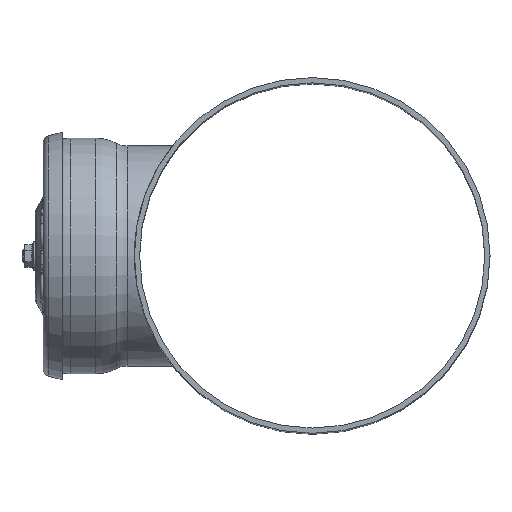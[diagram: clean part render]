
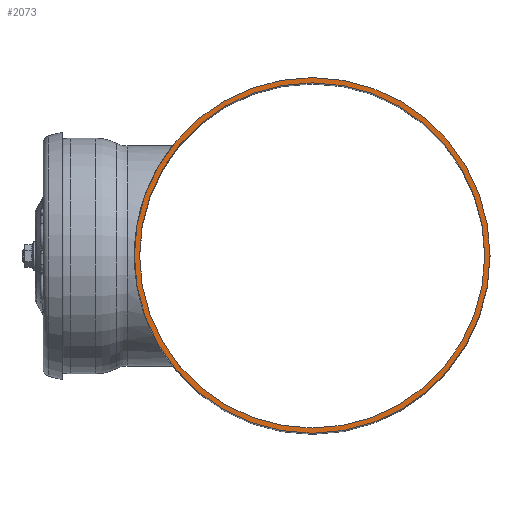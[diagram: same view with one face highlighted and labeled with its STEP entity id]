
A CAD part, top view. The second image highlights one B-rep face of the part: STEP entity #2073.
In plain terms, the highlighted planar face has unit normal (0, 0, 1).
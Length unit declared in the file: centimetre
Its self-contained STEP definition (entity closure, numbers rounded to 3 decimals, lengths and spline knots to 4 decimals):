
#115=FACE_BOUND('',#486,.T.);
#131=PLANE('',#2218);
#169=CIRCLE('',#2212,132.5);
#172=CIRCLE('',#2217,136.5);
#351=FACE_OUTER_BOUND('',#485,.T.);
#485=EDGE_LOOP('',(#1412));
#486=EDGE_LOOP('',(#1413));
#853=VERTEX_POINT('',#3539);
#856=VERTEX_POINT('',#3549);
#1065=EDGE_CURVE('',#853,#853,#169,.T.);
#1070=EDGE_CURVE('',#856,#856,#172,.T.);
#1412=ORIENTED_EDGE('',*,*,#1070,.T.);
#1413=ORIENTED_EDGE('',*,*,#1065,.F.);
#2073=ADVANCED_FACE('',(#351,#115),#131,.T.);
#2212=AXIS2_PLACEMENT_3D('',#3540,#2538,#2539);
#2217=AXIS2_PLACEMENT_3D('',#3550,#2550,#2551);
#2218=AXIS2_PLACEMENT_3D('',#3553,#2554,#2555);
#2538=DIRECTION('center_axis',(0.,0.,
1.));
#2539=DIRECTION('ref_axis',(-1.,0.,0.));
#2550=DIRECTION('center_axis',(0.,0.,
1.));
#2551=DIRECTION('ref_axis',(-1.,0.,0.));
#2554=DIRECTION('center_axis',(0.,0.,
1.));
#2555=DIRECTION('ref_axis',(0.,1.,0.));
#3539=CARTESIAN_POINT('',(1630.8625,995.3782,240.));
#3540=CARTESIAN_POINT('Origin',(1763.3625,995.3782,240.));
#3549=CARTESIAN_POINT('',(1626.8625,995.3782,240.));
#3550=CARTESIAN_POINT('Origin',(1763.3625,995.3782,240.));
#3553=CARTESIAN_POINT('Origin',(1895.8625,995.3782,240.));
